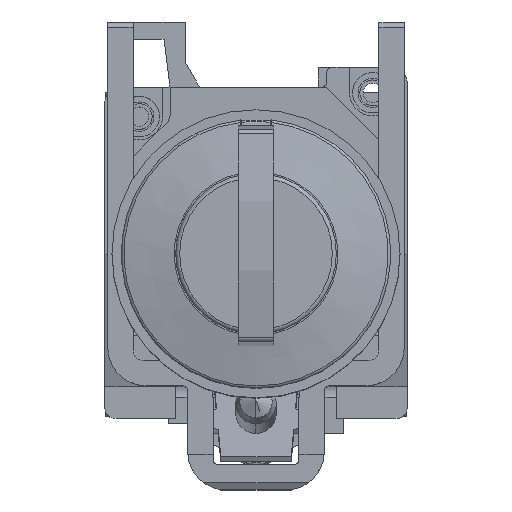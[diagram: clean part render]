
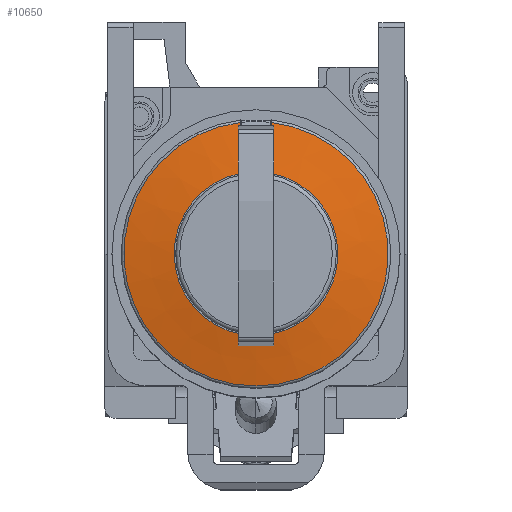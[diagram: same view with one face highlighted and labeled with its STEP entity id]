
A CAD part, top view. The second image highlights one B-rep face of the part: STEP entity #10650.
In plain terms, the highlighted conical face has half-angle 80 degrees and reference radius 10.588 mm.
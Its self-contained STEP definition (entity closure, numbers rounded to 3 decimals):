
#51=CARTESIAN_POINT('',(14.95,16.201,71.678));
#52=DIRECTION('',(0.,0.,-1.));
#53=DIRECTION('',(0.185,0.983,0.));
#54=AXIS2_PLACEMENT_3D('',#51,#52,#53);
#56=CARTESIAN_POINT('',(14.95,16.201,71.678));
#57=DIRECTION('',(0.,0.,-1.));
#58=DIRECTION('',(0.,-1.,0.));
#59=AXIS2_PLACEMENT_3D('',#56,#57,#58);
#198=CARTESIAN_POINT('',(13.4,29.186,70.801));
#199=CARTESIAN_POINT('',(13.4,28.535,70.915));
#200=CARTESIAN_POINT('',(13.4,27.294,71.132));
#201=CARTESIAN_POINT('',(13.4,25.62,71.423));
#202=CARTESIAN_POINT('',(13.4,24.621,71.597));
#203=CARTESIAN_POINT('',(13.4,24.151,71.678));
#205=CARTESIAN_POINT('',(16.45,24.161,71.678));
#206=CARTESIAN_POINT('',(16.45,24.624,71.598));
#207=CARTESIAN_POINT('',(16.45,25.613,71.426));
#208=CARTESIAN_POINT('',(16.45,27.285,71.134));
#209=CARTESIAN_POINT('',(16.45,28.534,70.916));
#210=CARTESIAN_POINT('',(16.45,29.192,70.801));
#271=CARTESIAN_POINT('',(14.95,16.201,70.801));
#272=DIRECTION('',(0.,0.,1.));
#273=DIRECTION('',(-0.119,0.993,0.));
#274=AXIS2_PLACEMENT_3D('',#271,#272,#273);
#276=CARTESIAN_POINT('',(14.95,16.201,70.801));
#277=DIRECTION('',(0.,0.,1.));
#278=DIRECTION('',(0.,-1.,0.));
#279=AXIS2_PLACEMENT_3D('',#276,#277,#278);
#8063=CARTESIAN_POINT('',(16.45,24.161,71.678));
#8064=VERTEX_POINT('',#8063);
#8065=CARTESIAN_POINT('',(14.95,8.101,71.678));
#8066=CARTESIAN_POINT('',(13.4,24.151,71.678));
#8067=VERTEX_POINT('',#8065);
#8068=VERTEX_POINT('',#8066);
#8143=VERTEX_POINT('',#198);
#8145=VERTEX_POINT('',#210);
#8146=CARTESIAN_POINT('',(14.95,3.124,70.801));
#8147=VERTEX_POINT('',#8146);
#10634=CARTESIAN_POINT('',(14.95,16.201,71.239));
#10635=DIRECTION('',(0.,0.,-1.));
#10636=DIRECTION('',(0.,1.,0.));
#10637=AXIS2_PLACEMENT_3D('',#10634,#10635,#10636);
#10638=CONICAL_SURFACE('',#10637,10.589,80.);
#10639=ORIENTED_EDGE('',*,*,#10624,.T.);
#10640=ORIENTED_EDGE('',*,*,#10454,.F.);
#10641=ORIENTED_EDGE('',*,*,#10452,.F.);
#10643=ORIENTED_EDGE('',*,*,#10642,.T.);
#10645=ORIENTED_EDGE('',*,*,#10644,.F.);
#10647=ORIENTED_EDGE('',*,*,#10646,.F.);
#10648=EDGE_LOOP('',(#10639,#10640,#10641,#10643,#10645,#10647));
#10649=FACE_OUTER_BOUND('',#10648,.F.);
#55=CIRCLE('',#54,8.1);
#60=CIRCLE('',#59,8.1);
#204=B_SPLINE_CURVE_WITH_KNOTS('',3,(#198,#199,#200,#201,#202,#203),
.UNSPECIFIED.,.F.,.F.,(4,1,1,4),(0.,0.333,0.667,1.),
.UNSPECIFIED.);
#211=B_SPLINE_CURVE_WITH_KNOTS('',3,(#205,#206,#207,#208,#209,#210),
.UNSPECIFIED.,.F.,.F.,(4,1,1,4),(0.,0.333,0.667,1.),
.UNSPECIFIED.);
#275=CIRCLE('',#274,13.077);
#280=CIRCLE('',#279,13.077);
#10452=EDGE_CURVE('',#8064,#8067,#55,.T.);
#10454=EDGE_CURVE('',#8067,#8068,#60,.T.);
#10624=EDGE_CURVE('',#8143,#8068,#204,.T.);
#10642=EDGE_CURVE('',#8064,#8145,#211,.T.);
#10644=EDGE_CURVE('',#8147,#8145,#280,.T.);
#10646=EDGE_CURVE('',#8143,#8147,#275,.T.);
#10650=ADVANCED_FACE('',(#10649),#10638,.T.);
